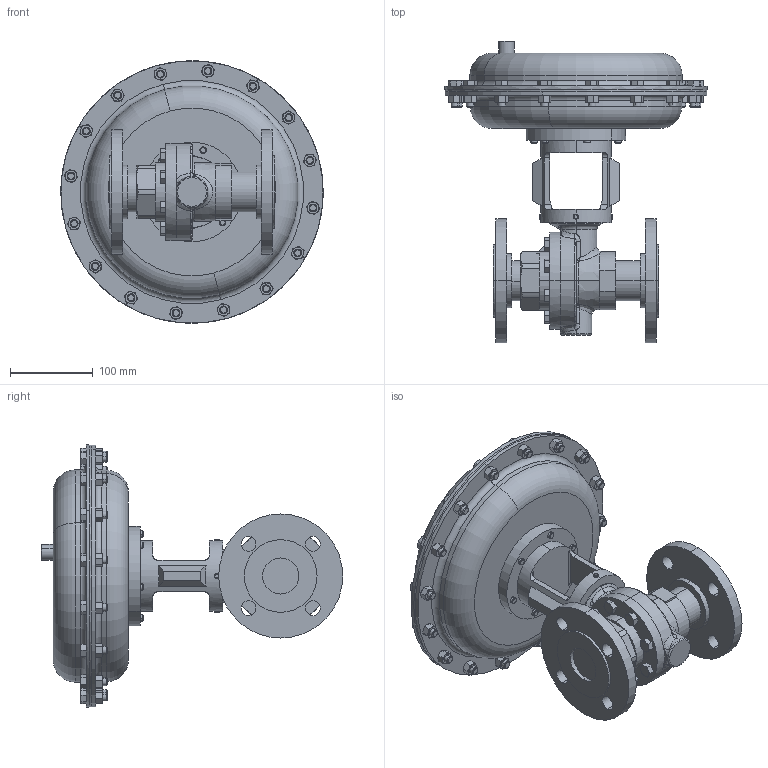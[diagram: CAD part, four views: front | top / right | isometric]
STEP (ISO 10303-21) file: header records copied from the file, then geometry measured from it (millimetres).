
FILE_DESCRIPTION (( 'STEP AP203' ), '1' );
FILE_NAME ('70-150-DI+BR-F6-55M.STEP', '2017-08-31T17:52:31', ( '' ), ( '' ), 'SwSTEP 2.0', 'SolidWorks 2014', '' );
FILE_SCHEMA (( 'CONFIG_CONTROL_DESIGN' ));
Length unit declared in the file: inch
Products named in the file (1): 70-150-DI+BR-F6-55M
Bounding box: 317.5 x 364.74 x 317.5 mm (x, y, z)
Volume: 6591918.3 mm3; surface area: 406964.8 mm2
Topology: 1 solids, 1 shells, 1004 faces, 2294 edges, 1371 vertices
Faces by surface type: cone 406, plane 402, cylinder 150, bspline 27, torus 19
Entity records: 32807 total; most frequent: CARTESIAN_POINT 11463, ORIENTED_EDGE 4576, DIRECTION 4140, EDGE_CURVE 2288, AXIS2_PLACEMENT_3D 1701, VERTEX_POINT 1371, EDGE_LOOP 1107, ADVANCED_FACE 1004
